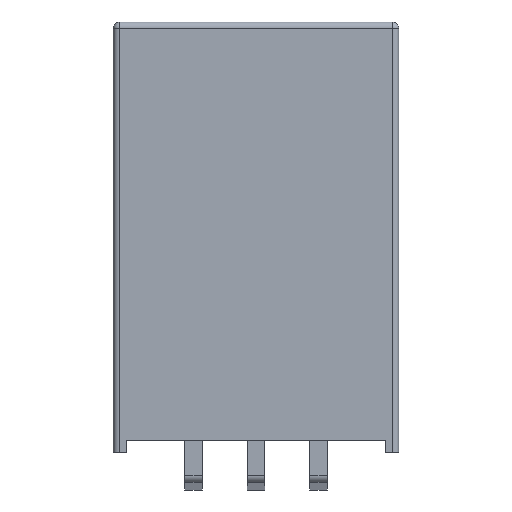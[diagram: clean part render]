
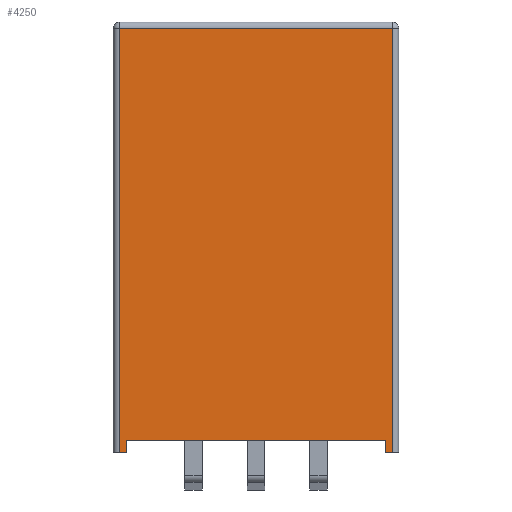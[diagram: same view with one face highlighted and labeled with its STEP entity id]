
A CAD part, top view. The second image highlights one B-rep face of the part: STEP entity #4250.
In plain terms, the highlighted planar face has unit normal (0, 0, 1).
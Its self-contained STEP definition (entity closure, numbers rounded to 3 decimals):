
#57 = VERTEX_POINT('',#58);
#58 = CARTESIAN_POINT('',(5.55,16.75,4.25));
#149 = VERTEX_POINT('',#150);
#150 = CARTESIAN_POINT('',(-5.55,16.75,4.25));
#208 = VERTEX_POINT('',#209);
#209 = CARTESIAN_POINT('',(-5.55,-0.5,4.25));
#216 = EDGE_CURVE('',#208,#149,#217,.T.);
#217 = LINE('',#218,#219);
#218 = CARTESIAN_POINT('',(-5.55,12.598,4.25));
#219 = VECTOR('',#220,1.);
#220 = DIRECTION('',(0.,1.,0.));
#238 = EDGE_CURVE('',#149,#57,#239,.T.);
#239 = LINE('',#240,#241);
#240 = CARTESIAN_POINT('',(2.9,16.75,4.25));
#241 = VECTOR('',#242,1.);
#242 = DIRECTION('',(1.,0.,0.));
#314 = VERTEX_POINT('',#315);
#315 = CARTESIAN_POINT('',(5.55,-0.5,4.25));
#331 = EDGE_CURVE('',#57,#314,#332,.T.);
#332 = LINE('',#333,#334);
#333 = CARTESIAN_POINT('',(5.55,3.848,4.25));
#334 = VECTOR('',#335,1.);
#335 = DIRECTION('',(0.,-1.,0.));
#406 = VERTEX_POINT('',#407);
#407 = CARTESIAN_POINT('',(-5.25,-0.5,4.25));
#413 = EDGE_CURVE('',#208,#406,#414,.T.);
#414 = LINE('',#415,#416);
#415 = CARTESIAN_POINT('',(-5.25,-0.5,4.25));
#416 = VECTOR('',#417,1.);
#417 = DIRECTION('',(1.,0.,0.));
#4062 = VERTEX_POINT('',#4063);
#4063 = CARTESIAN_POINT('',(-5.25,0.,4.25));
#4069 = EDGE_CURVE('',#406,#4062,#4070,.T.);
#4070 = LINE('',#4071,#4072);
#4071 = CARTESIAN_POINT('',(-5.25,0.,4.25));
#4072 = VECTOR('',#4073,1.);
#4073 = DIRECTION('',(0.,1.,0.));
#4122 = VERTEX_POINT('',#4123);
#4123 = CARTESIAN_POINT('',(5.25,0.,4.25));
#4129 = EDGE_CURVE('',#4062,#4122,#4130,.T.);
#4130 = LINE('',#4131,#4132);
#4131 = CARTESIAN_POINT('',(0.,0.,4.25));
#4132 = VECTOR('',#4133,1.);
#4133 = DIRECTION('',(1.,0.,0.));
#4184 = EDGE_CURVE('',#4185,#314,#4187,.T.);
#4185 = VERTEX_POINT('',#4186);
#4186 = CARTESIAN_POINT('',(5.25,-0.5,4.25));
#4187 = LINE('',#4188,#4189);
#4188 = CARTESIAN_POINT('',(5.8,-0.5,4.25));
#4189 = VECTOR('',#4190,1.);
#4190 = DIRECTION('',(1.,0.,0.));
#4223 = EDGE_CURVE('',#4122,#4185,#4224,.T.);
#4224 = LINE('',#4225,#4226);
#4225 = CARTESIAN_POINT('',(5.25,-0.5,4.25));
#4226 = VECTOR('',#4227,1.);
#4227 = DIRECTION('',(0.,-1.,0.));
#4250 = ADVANCED_FACE('',(#4251),#4261,.T.);
#4251 = FACE_BOUND('',#4252,.T.);
#4252 = EDGE_LOOP('',(#4253,#4254,#4255,#4256,#4257,#4258,#4259,#4260));
#4253 = ORIENTED_EDGE('',*,*,#216,.F.);
#4254 = ORIENTED_EDGE('',*,*,#413,.T.);
#4255 = ORIENTED_EDGE('',*,*,#4069,.T.);
#4256 = ORIENTED_EDGE('',*,*,#4129,.T.);
#4257 = ORIENTED_EDGE('',*,*,#4223,.T.);
#4258 = ORIENTED_EDGE('',*,*,#4184,.T.);
#4259 = ORIENTED_EDGE('',*,*,#331,.F.);
#4260 = ORIENTED_EDGE('',*,*,#238,.F.);
#4261 = PLANE('',#4262);
#4262 = AXIS2_PLACEMENT_3D('',#4263,#4264,#4265);
#4263 = CARTESIAN_POINT('',(0.,8.195,4.25));
#4264 = DIRECTION('',(0.,0.,1.));
#4265 = DIRECTION('',(1.,0.,0.));
